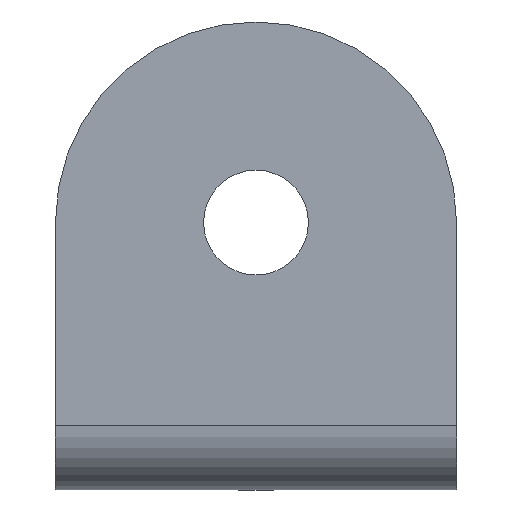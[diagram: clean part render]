
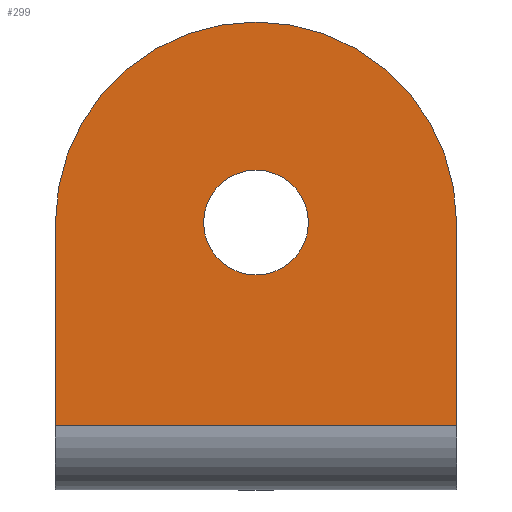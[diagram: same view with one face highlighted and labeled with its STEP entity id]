
A CAD part, front view. The second image highlights one B-rep face of the part: STEP entity #299.
In plain terms, the highlighted planar face has unit normal (0, -1, 0).
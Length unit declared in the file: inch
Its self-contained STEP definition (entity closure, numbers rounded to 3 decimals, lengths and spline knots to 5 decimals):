
#10 = DIRECTION ( 'NONE',  ( 0., 1., 0. ) ) ;
#13 = EDGE_CURVE ( 'NONE', #482, #58, #320, .T. ) ;
#16 = CIRCLE ( 'NONE', #345, 0.375 ) ;
#25 = DIRECTION ( 'NONE',  ( 0., 0., 1. ) ) ;
#28 = LINE ( 'NONE', #226, #292 ) ;
#31 = AXIS2_PLACEMENT_3D ( 'NONE', #258, #10, #209 ) ;
#39 = CARTESIAN_POINT ( 'NONE',  ( 0.375, -0.06, 0.12 ) ) ;
#42 = AXIS2_PLACEMENT_3D ( 'NONE', #512, #75, #223 ) ;
#46 = VERTEX_POINT ( 'NONE', #275 ) ;
#48 = EDGE_CURVE ( 'NONE', #580, #462, #28, .T. ) ;
#58 = VERTEX_POINT ( 'NONE', #325 ) ;
#74 = CARTESIAN_POINT ( 'NONE',  ( 0., -0.06, 0.598 ) ) ;
#75 = DIRECTION ( 'NONE',  ( 0., 1., 0. ) ) ;
#77 = DIRECTION ( 'NONE',  ( 0., 0., 1. ) ) ;
#92 = DIRECTION ( 'NONE',  ( 0., 0., -1. ) ) ;
#136 = CARTESIAN_POINT ( 'NONE',  ( -0.375, -0.06, 0.12 ) ) ;
#150 = VECTOR ( 'NONE', #195, 39.37008 ) ;
#170 = ORIENTED_EDGE ( 'NONE', *, *, #13, .T. ) ;
#195 = DIRECTION ( 'NONE',  ( 1., 0., 0. ) ) ;
#205 = FACE_BOUND ( 'NONE', #308, .T. ) ;
#209 = DIRECTION ( 'NONE',  ( 0., 0., 1. ) ) ;
#212 = EDGE_LOOP ( 'NONE', ( #525, #257, #237, #306, #365 ) ) ;
#223 = DIRECTION ( 'NONE',  ( 0., 0., 1. ) ) ;
#226 = CARTESIAN_POINT ( 'NONE',  ( -0.375, -0.06, 0. ) ) ;
#234 = DIRECTION ( 'NONE',  ( 0., 1., 0. ) ) ;
#237 = ORIENTED_EDGE ( 'NONE', *, *, #332, .F. ) ;
#253 = PLANE ( 'NONE',  #31 ) ;
#254 = CIRCLE ( 'NONE', #293, 0.375 ) ;
#257 = ORIENTED_EDGE ( 'NONE', *, *, #603, .F. ) ;
#258 = CARTESIAN_POINT ( 'NONE',  ( 0., -0.06, 0.5 ) ) ;
#275 = CARTESIAN_POINT ( 'NONE',  ( 0.375, -0.06, 0.5 ) ) ;
#292 = VECTOR ( 'NONE', #564, 39.37008 ) ;
#293 = AXIS2_PLACEMENT_3D ( 'NONE', #579, #234, #489 ) ;
#299 = ADVANCED_FACE ( 'NONE', ( #205, #586 ), #253, .F. ) ;
#306 = ORIENTED_EDGE ( 'NONE', *, *, #558, .F. ) ;
#308 = EDGE_LOOP ( 'NONE', ( #170, #322 ) ) ;
#320 = CIRCLE ( 'NONE', #42, 0.098 ) ;
#322 = ORIENTED_EDGE ( 'NONE', *, *, #415, .T. ) ;
#325 = CARTESIAN_POINT ( 'NONE',  ( 0., -0.06, 0.402 ) ) ;
#326 = CARTESIAN_POINT ( 'NONE',  ( 0.375, -0.06, 0. ) ) ;
#332 = EDGE_CURVE ( 'NONE', #470, #46, #254, .T. ) ;
#338 = VERTEX_POINT ( 'NONE', #39 ) ;
#341 = CARTESIAN_POINT ( 'NONE',  ( -0.375, -0.06, 0.12 ) ) ;
#345 = AXIS2_PLACEMENT_3D ( 'NONE', #480, #568, #77 ) ;
#357 = EDGE_CURVE ( 'NONE', #580, #338, #522, .T. ) ;
#365 = ORIENTED_EDGE ( 'NONE', *, *, #48, .F. ) ;
#366 = CARTESIAN_POINT ( 'NONE',  ( 0., -0.06, 0.5 ) ) ;
#412 = CARTESIAN_POINT ( 'NONE',  ( 0., -0.06, 0.875 ) ) ;
#415 = EDGE_CURVE ( 'NONE', #58, #482, #498, .T. ) ;
#452 = DIRECTION ( 'NONE',  ( 0., 1., 0. ) ) ;
#462 = VERTEX_POINT ( 'NONE', #604 ) ;
#470 = VERTEX_POINT ( 'NONE', #412 ) ;
#480 = CARTESIAN_POINT ( 'NONE',  ( 0., -0.06, 0.5 ) ) ;
#482 = VERTEX_POINT ( 'NONE', #74 ) ;
#489 = DIRECTION ( 'NONE',  ( 0., 0., 1. ) ) ;
#498 = CIRCLE ( 'NONE', #536, 0.098 ) ;
#512 = CARTESIAN_POINT ( 'NONE',  ( 0., -0.06, 0.5 ) ) ;
#522 = LINE ( 'NONE', #341, #150 ) ;
#525 = ORIENTED_EDGE ( 'NONE', *, *, #357, .T. ) ;
#536 = AXIS2_PLACEMENT_3D ( 'NONE', #366, #452, #25 ) ;
#555 = VECTOR ( 'NONE', #92, 39.37008 ) ;
#558 = EDGE_CURVE ( 'NONE', #462, #470, #16, .T. ) ;
#564 = DIRECTION ( 'NONE',  ( 0., 0., 1. ) ) ;
#568 = DIRECTION ( 'NONE',  ( 0., 1., 0. ) ) ;
#571 = LINE ( 'NONE', #326, #555 ) ;
#579 = CARTESIAN_POINT ( 'NONE',  ( 0., -0.06, 0.5 ) ) ;
#580 = VERTEX_POINT ( 'NONE', #136 ) ;
#586 = FACE_OUTER_BOUND ( 'NONE', #212, .T. ) ;
#603 = EDGE_CURVE ( 'NONE', #46, #338, #571, .T. ) ;
#604 = CARTESIAN_POINT ( 'NONE',  ( -0.375, -0.06, 0.5 ) ) ;
